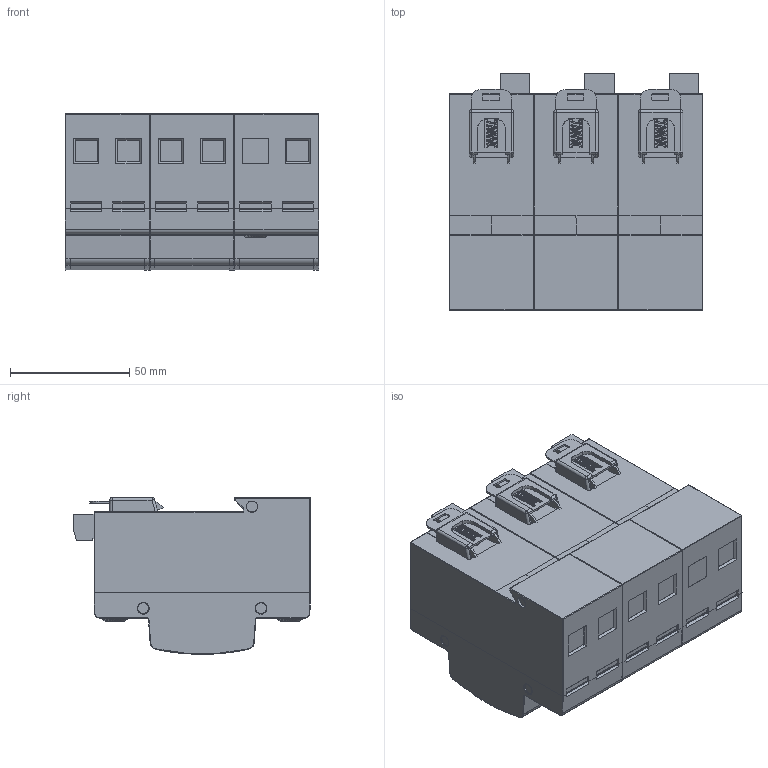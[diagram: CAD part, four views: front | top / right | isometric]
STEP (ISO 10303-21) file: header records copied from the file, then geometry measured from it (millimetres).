
FILE_DESCRIPTION (( 'STEP AP214' ), '1' );
FILE_NAME ('ﾊ2ﾐ ﾑﾂ 220DC 2+1 ﾑ.STEP', '2023-12-14T16:29:51', ( '' ), ( '' ), 'SwSTEP 2.0', 'SolidWorks 2018', '' );
FILE_SCHEMA (( 'AUTOMOTIVE_DESIGN' ));
Length unit declared in the file: millimetre
Products named in the file (12): _X2_0160_X0_ROUB M1.6x2.5 5.08, 3.81; ﾇ瑟鶴 7822 ﾐﾓﾑ; 庍1_諘蜱齁罻 膴鵽; ÊÑ1_çàãëóøêà êâàäðàò; ﾊ2ﾐ ﾑﾂ 220DC 2+1 ﾑ; 鎔艜 6x16 DIN965 Zn; 庍1_摳諘_def; 庍1_鍧霟膰 瀔鍡譇籦鍷_def; 恃1_牮赅_def; 抔樦擨鴀 15EDGK-3.81-03P-14; 15EDGK - 3.81 3P; 砎鵵鴈趌00
Assembly tree (40 placements, depth 3):
  ﾊ2ﾐ ﾑﾂ 220DC 2+1 ﾑ
    庍1_摳諘_def  x3
    恃1_牮赅_def  x3
    庍1_諘蜱齁罻 膴鵽  x4
    ÊÑ1_çàãëóøêà êâàäðàò  x4
    ﾇ瑟鶴 7822 ﾐﾓﾑ  x4
    砎鵵鴈趌00  x4
    鎔艜 6x16 DIN965 Zn  x7
    庍1_鍧霟膰 瀔鍡譇籦鍷_def  x4
    抔樦擨鴀 15EDGK-3.81-03P-14  x3
      15EDGK - 3.81 3P
      _X2_0160_X0_ROUB M1.6x2.5 5.08, 3.81
Bounding box: 106.29 x 99.08 x 65.62 mm (x, y, z)
Volume: 521204.7 mm3; surface area: 101105.2 mm2
Topology: 45 solids, 45 shells, 2147 faces, 5335 edges, 3357 vertices
Faces by surface type: plane 1163, cylinder 480, cone 282, bspline 164, torus 44, sphere 14
Entity records: 24840 total; most frequent: CARTESIAN_POINT 7349, ORIENTED_EDGE 2904, DIRECTION 2876, EDGE_CURVE 1452, AXIS2_PLACEMENT_3D 966, LINE 944, VECTOR 944, VERTEX_POINT 917
